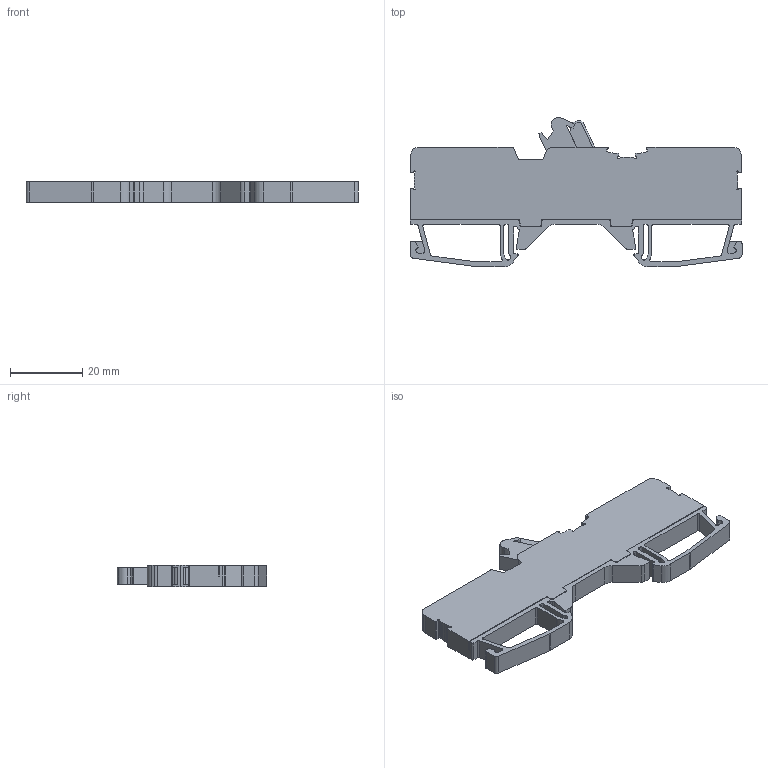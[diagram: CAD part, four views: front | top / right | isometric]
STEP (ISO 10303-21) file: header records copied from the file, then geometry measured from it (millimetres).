
FILE_DESCRIPTION (( 'STEP AP203' ), '1' );
FILE_NAME ('OPK 2,5 - Test Klemens.STEP', '2018-11-26T08:18:57', ( '' ), ( '' ), 'SwSTEP 2.0', 'SolidWorks 2011', '' );
FILE_SCHEMA (( 'CONFIG_CONTROL_DESIGN' ));
Length unit declared in the file: millimetre
Products named in the file (1): OPK 2,5 - Test Klemens
Bounding box: 91.81 x 41.29 x 5.9 mm (x, y, z)
Volume: 11920.2 mm3; surface area: 9368.9 mm2
Topology: 1 solids, 3 shells, 608 faces, 1812 edges, 1190 vertices
Faces by surface type: plane 324, cylinder 258, torus 16, cone 6, sphere 4
Entity records: 20641 total; most frequent: CARTESIAN_POINT 3725, ORIENTED_EDGE 3624, DIRECTION 3544, EDGE_CURVE 1812, VECTOR 1222, LINE 1222, VERTEX_POINT 1190, AXIS2_PLACEMENT_3D 1161
